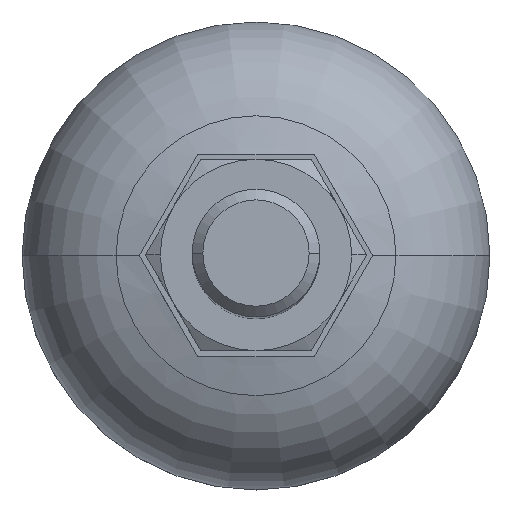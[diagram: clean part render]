
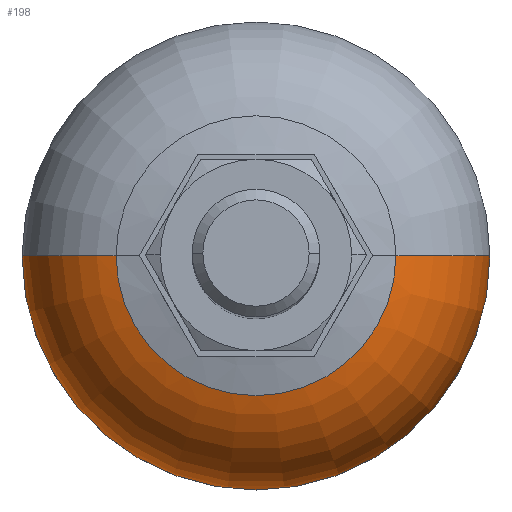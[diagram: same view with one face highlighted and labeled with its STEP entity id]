
A CAD part, top view. The second image highlights one B-rep face of the part: STEP entity #198.
In plain terms, the highlighted toroidal (fillet/blend) face has major radius 10 mm and minor radius 12 mm.
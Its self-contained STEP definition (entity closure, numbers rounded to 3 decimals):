
#198=ADVANCED_FACE('',(#421),#422,.T.);
#421=FACE_OUTER_BOUND('',#666,.T.);
#422=TOROIDAL_SURFACE('',#667,10.,12.0);
#666=EDGE_LOOP('',(#1143,#1144,#1145,#1146));
#667=AXIS2_PLACEMENT_3D('',#1147,#1148,#1149);
#1143=ORIENTED_EDGE('',*,*,#1443,.T.);
#1144=ORIENTED_EDGE('',*,*,#1439,.F.);
#1145=ORIENTED_EDGE('',*,*,#1445,.T.);
#1146=ORIENTED_EDGE('',*,*,#1451,.T.);
#1147=CARTESIAN_POINT('',(0.0,0.0,4.833));
#1148=DIRECTION('',(0.0,0.0,-1.0));
#1149=DIRECTION('',(-1.0,0.0,0.0));
#1439=EDGE_CURVE('',#1704,#1706,#1707,.T.);
#1443=EDGE_CURVE('',#1711,#1706,#1712,.T.);
#1445=EDGE_CURVE('',#1704,#1713,#1715,.T.);
#1451=EDGE_CURVE('',#1713,#1711,#1723,.T.);
#1704=VERTEX_POINT('',#2090);
#1706=VERTEX_POINT('',#2093);
#1707=CIRCLE('',#2094,22.);
#1711=VERTEX_POINT('',#2099);
#1712=CIRCLE('',#2100,12.0);
#1713=VERTEX_POINT('',#2101);
#1715=CIRCLE('',#2103,12.0);
#1723=CIRCLE('',#2113,13.157);
#2090=CARTESIAN_POINT('',(22.,0.0,4.833));
#2093=CARTESIAN_POINT('',(-22.,0.,4.833));
#2094=AXIS2_PLACEMENT_3D('',#2671,#2672,#2673);
#2099=CARTESIAN_POINT('',(-13.157,0.,16.41));
#2100=AXIS2_PLACEMENT_3D('',#2678,#2679,#2680);
#2101=CARTESIAN_POINT('',(13.157,0.0,16.41));
#2103=AXIS2_PLACEMENT_3D('',#2684,#2685,#2686);
#2113=AXIS2_PLACEMENT_3D('',#2695,#2696,#2697);
#2671=CARTESIAN_POINT('',(0.0,0.0,4.833));
#2672=DIRECTION('',(0.0,0.0,-1.0));
#2673=DIRECTION('',(1.0,0.0,0.0));
#2678=CARTESIAN_POINT('',(-10.,0.,4.833));
#2679=DIRECTION('',(0.,-1.0,-0.0));
#2680=DIRECTION('',(-1.0,0.,0.0));
#2684=CARTESIAN_POINT('',(10.,0.,4.833));
#2685=DIRECTION('',(0.,-1.0,-0.0));
#2686=DIRECTION('',(1.0,0.,0.0));
#2695=CARTESIAN_POINT('',(0.0,0.0,16.41));
#2696=DIRECTION('',(0.0,0.0,-1.0));
#2697=DIRECTION('',(1.0,0.0,0.0));
